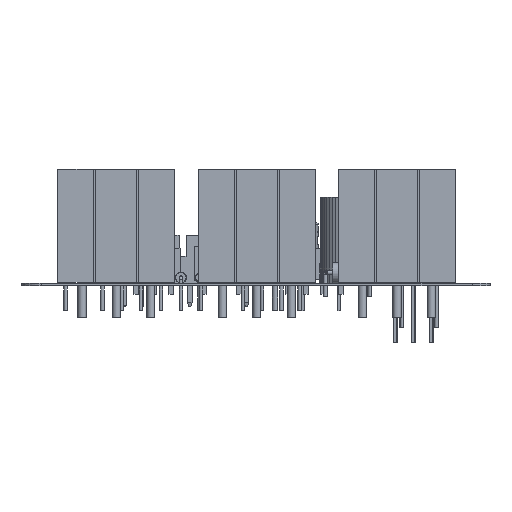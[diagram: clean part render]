
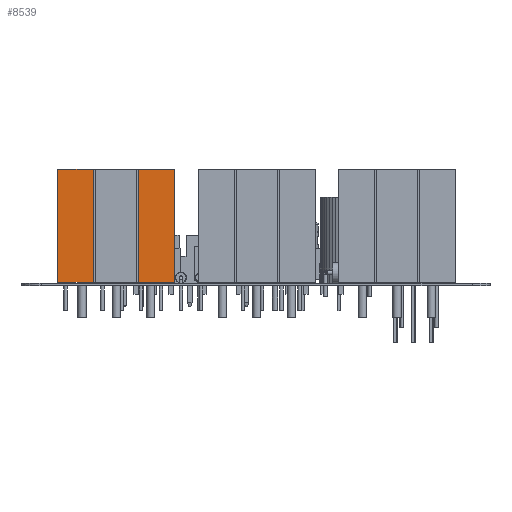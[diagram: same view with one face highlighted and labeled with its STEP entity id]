
A CAD part, front view. The second image highlights one B-rep face of the part: STEP entity #8539.
In plain terms, the highlighted face is planar.
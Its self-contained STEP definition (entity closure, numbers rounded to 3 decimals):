
#8514 = VERTEX_POINT('',#8515);
#8515 = CARTESIAN_POINT('',(3.8,-3.5,16.5));
#8521 = EDGE_CURVE('',#8522,#8514,#8524,.T.);
#8522 = VERTEX_POINT('',#8523);
#8523 = CARTESIAN_POINT('',(3.8,-3.5,0.));
#8524 = LINE('',#8525,#8526);
#8525 = CARTESIAN_POINT('',(3.8,-3.5,0.));
#8526 = VECTOR('',#8527,1.);
#8527 = DIRECTION('',(0.,0.,1.));
#8539 = ADVANCED_FACE('',(#8540),#8565,.F.);
#8540 = FACE_BOUND('',#8541,.F.);
#8541 = EDGE_LOOP('',(#8542,#8543,#8551,#8559));
#8542 = ORIENTED_EDGE('',*,*,#8521,.T.);
#8543 = ORIENTED_EDGE('',*,*,#8544,.T.);
#8544 = EDGE_CURVE('',#8514,#8545,#8547,.T.);
#8545 = VERTEX_POINT('',#8546);
#8546 = CARTESIAN_POINT('',(3.8,13.5,16.5));
#8547 = LINE('',#8548,#8549);
#8548 = CARTESIAN_POINT('',(3.8,-3.5,16.5));
#8549 = VECTOR('',#8550,1.);
#8550 = DIRECTION('',(0.,1.,0.));
#8551 = ORIENTED_EDGE('',*,*,#8552,.F.);
#8552 = EDGE_CURVE('',#8553,#8545,#8555,.T.);
#8553 = VERTEX_POINT('',#8554);
#8554 = CARTESIAN_POINT('',(3.8,13.5,0.));
#8555 = LINE('',#8556,#8557);
#8556 = CARTESIAN_POINT('',(3.8,13.5,0.));
#8557 = VECTOR('',#8558,1.);
#8558 = DIRECTION('',(0.,0.,1.));
#8559 = ORIENTED_EDGE('',*,*,#8560,.F.);
#8560 = EDGE_CURVE('',#8522,#8553,#8561,.T.);
#8561 = LINE('',#8562,#8563);
#8562 = CARTESIAN_POINT('',(3.8,-3.5,0.));
#8563 = VECTOR('',#8564,1.);
#8564 = DIRECTION('',(0.,1.,0.));
#8565 = PLANE('',#8566);
#8566 = AXIS2_PLACEMENT_3D('',#8567,#8568,#8569);
#8567 = CARTESIAN_POINT('',(3.8,-3.5,0.));
#8568 = DIRECTION('',(-1.,0.,0.));
#8569 = DIRECTION('',(0.,1.,0.));
